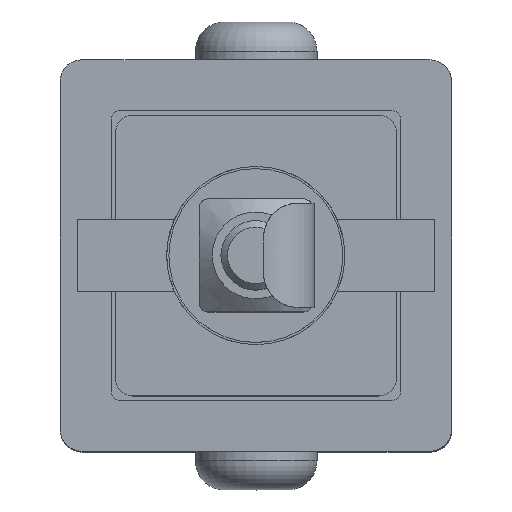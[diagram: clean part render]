
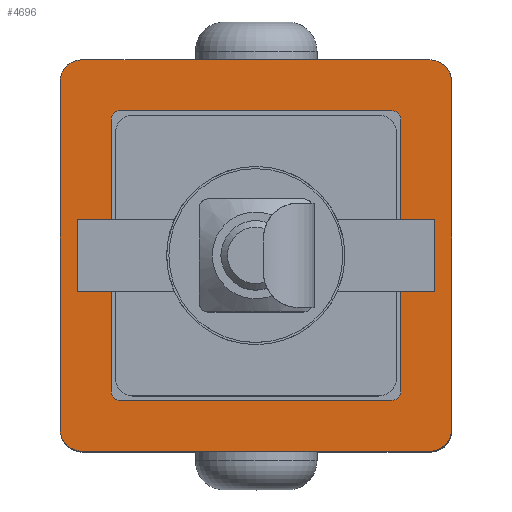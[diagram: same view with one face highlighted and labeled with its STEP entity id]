
A CAD part, top view. The second image highlights one B-rep face of the part: STEP entity #4696.
In plain terms, the highlighted face is planar.
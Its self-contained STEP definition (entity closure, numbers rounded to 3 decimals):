
#246=FACE_BOUND('',#900,.T.);
#372=PLANE('',#5328);
#597=FACE_OUTER_BOUND('',#899,.T.);
#899=EDGE_LOOP('',(#3752,#3753,#3754,#3755,#3756,#3757,#3758,#3759));
#900=EDGE_LOOP('',(#3760,#3761,#3762,#3763,#3764,#3765,#3766,#3767));
#1174=LINE('',#9032,#1468);
#1187=LINE('',#9171,#1481);
#1188=LINE('',#9175,#1482);
#1189=LINE('',#9177,#1483);
#1190=LINE('',#9180,#1484);
#1191=LINE('',#9184,#1485);
#1192=LINE('',#9188,#1486);
#1193=LINE('',#9192,#1487);
#1468=VECTOR('',#6250,10.);
#1481=VECTOR('',#6313,10.);
#1482=VECTOR('',#6318,10.);
#1483=VECTOR('',#6321,10.);
#1484=VECTOR('',#6322,10.);
#1485=VECTOR('',#6325,10.);
#1486=VECTOR('',#6328,10.);
#1487=VECTOR('',#6331,10.);
#1777=CIRCLE('',#5294,2.5);
#1778=CIRCLE('',#5297,2.5);
#1788=CIRCLE('',#5316,2.5);
#1789=CIRCLE('',#5319,2.5);
#1795=CIRCLE('',#5329,1.);
#1796=CIRCLE('',#5330,1.);
#1797=CIRCLE('',#5331,1.);
#1798=CIRCLE('',#5332,1.);
#2117=VERTEX_POINT('',#9013);
#2118=VERTEX_POINT('',#9015);
#2119=VERTEX_POINT('',#9021);
#2120=VERTEX_POINT('',#9023);
#2122=VERTEX_POINT('',#9031);
#2135=VERTEX_POINT('',#9144);
#2136=VERTEX_POINT('',#9150);
#2137=VERTEX_POINT('',#9152);
#2145=VERTEX_POINT('',#9178);
#2146=VERTEX_POINT('',#9179);
#2147=VERTEX_POINT('',#9181);
#2148=VERTEX_POINT('',#9183);
#2149=VERTEX_POINT('',#9185);
#2150=VERTEX_POINT('',#9187);
#2151=VERTEX_POINT('',#9189);
#2152=VERTEX_POINT('',#9191);
#2681=EDGE_CURVE('',#2117,#2118,#1777,.T.);
#2685=EDGE_CURVE('',#2119,#2120,#1778,.T.);
#2689=EDGE_CURVE('',#2120,#2122,#1174,.T.);
#2708=EDGE_CURVE('',#2122,#2135,#1788,.T.);
#2712=EDGE_CURVE('',#2136,#2137,#1789,.T.);
#2722=EDGE_CURVE('',#2137,#2117,#1187,.T.);
#2724=EDGE_CURVE('',#2135,#2136,#1188,.T.);
#2725=EDGE_CURVE('',#2118,#2119,#1189,.T.);
#2726=EDGE_CURVE('',#2145,#2146,#1190,.T.);
#2727=EDGE_CURVE('',#2146,#2147,#1795,.T.);
#2728=EDGE_CURVE('',#2147,#2148,#1191,.T.);
#2729=EDGE_CURVE('',#2148,#2149,#1796,.T.);
#2730=EDGE_CURVE('',#2149,#2150,#1192,.T.);
#2731=EDGE_CURVE('',#2150,#2151,#1797,.T.);
#2732=EDGE_CURVE('',#2151,#2152,#1193,.T.);
#2733=EDGE_CURVE('',#2152,#2145,#1798,.T.);
#3752=ORIENTED_EDGE('',*,*,#2681,.F.);
#3753=ORIENTED_EDGE('',*,*,#2722,.F.);
#3754=ORIENTED_EDGE('',*,*,#2712,.F.);
#3755=ORIENTED_EDGE('',*,*,#2724,.F.);
#3756=ORIENTED_EDGE('',*,*,#2708,.F.);
#3757=ORIENTED_EDGE('',*,*,#2689,.F.);
#3758=ORIENTED_EDGE('',*,*,#2685,.F.);
#3759=ORIENTED_EDGE('',*,*,#2725,.F.);
#3760=ORIENTED_EDGE('',*,*,#2726,.T.);
#3761=ORIENTED_EDGE('',*,*,#2727,.T.);
#3762=ORIENTED_EDGE('',*,*,#2728,.T.);
#3763=ORIENTED_EDGE('',*,*,#2729,.T.);
#3764=ORIENTED_EDGE('',*,*,#2730,.T.);
#3765=ORIENTED_EDGE('',*,*,#2731,.T.);
#3766=ORIENTED_EDGE('',*,*,#2732,.T.);
#3767=ORIENTED_EDGE('',*,*,#2733,.T.);
#4696=ADVANCED_FACE('',(#597,#246),#372,.F.);
#5294=AXIS2_PLACEMENT_3D('',#9016,#6231,#6232);
#5297=AXIS2_PLACEMENT_3D('',#9024,#6240,#6241);
#5316=AXIS2_PLACEMENT_3D('',#9145,#6285,#6286);
#5319=AXIS2_PLACEMENT_3D('',#9153,#6294,#6295);
#5328=AXIS2_PLACEMENT_3D('',#9176,#6319,#6320);
#5329=AXIS2_PLACEMENT_3D('',#9182,#6323,#6324);
#5330=AXIS2_PLACEMENT_3D('',#9186,#6326,#6327);
#5331=AXIS2_PLACEMENT_3D('',#9190,#6329,#6330);
#5332=AXIS2_PLACEMENT_3D('',#9193,#6332,#6333);
#6231=DIRECTION('center_axis',(0.,0.,1.));
#6232=DIRECTION('ref_axis',(-0.707,0.707,0.));
#6240=DIRECTION('center_axis',(0.,0.,1.));
#6241=DIRECTION('ref_axis',(-0.707,-0.707,0.));
#6250=DIRECTION('',(1.,0.,0.));
#6285=DIRECTION('center_axis',(0.,0.,1.));
#6286=DIRECTION('ref_axis',(0.707,-0.707,0.));
#6294=DIRECTION('center_axis',(0.,0.,1.));
#6295=DIRECTION('ref_axis',(0.707,0.707,0.));
#6313=DIRECTION('',(-1.,0.,0.));
#6318=DIRECTION('',(0.,1.,0.));
#6319=DIRECTION('center_axis',(0.,0.,1.));
#6320=DIRECTION('ref_axis',(1.,0.,0.));
#6321=DIRECTION('',(0.,-1.,0.));
#6322=DIRECTION('',(0.,-1.,0.));
#6323=DIRECTION('center_axis',(0.,0.,1.));
#6324=DIRECTION('ref_axis',(0.,-1.,0.));
#6325=DIRECTION('',(1.,0.,0.));
#6326=DIRECTION('center_axis',(0.,0.,1.));
#6327=DIRECTION('ref_axis',(1.,0.,0.));
#6328=DIRECTION('',(0.,1.,0.));
#6329=DIRECTION('center_axis',(0.,0.,1.));
#6330=DIRECTION('ref_axis',(0.,1.,0.));
#6331=DIRECTION('',(-1.,0.,0.));
#6332=DIRECTION('center_axis',(0.,0.,1.));
#6333=DIRECTION('ref_axis',(-1.,0.,0.));
#9013=CARTESIAN_POINT('',(-20.,22.5,0.));
#9015=CARTESIAN_POINT('',(-22.5,20.,0.));
#9016=CARTESIAN_POINT('Origin',(-20.,20.,0.));
#9021=CARTESIAN_POINT('',(-22.5,-20.,0.));
#9023=CARTESIAN_POINT('',(-20.,-22.5,0.));
#9024=CARTESIAN_POINT('Origin',(-20.,-20.,0.));
#9031=CARTESIAN_POINT('',(20.,-22.5,0.));
#9032=CARTESIAN_POINT('',(-22.5,-22.5,0.));
#9144=CARTESIAN_POINT('',(22.5,-20.,0.));
#9145=CARTESIAN_POINT('Origin',(20.,-20.,0.));
#9150=CARTESIAN_POINT('',(22.5,20.,0.));
#9152=CARTESIAN_POINT('',(20.,22.5,0.));
#9153=CARTESIAN_POINT('Origin',(20.,20.,0.));
#9171=CARTESIAN_POINT('',(22.5,22.5,0.));
#9175=CARTESIAN_POINT('',(22.5,-22.5,0.));
#9176=CARTESIAN_POINT('Origin',(0.,0.,0.));
#9177=CARTESIAN_POINT('',(-22.5,22.5,0.));
#9178=CARTESIAN_POINT('',(-16.65,15.65,0.));
#9179=CARTESIAN_POINT('',(-16.65,-15.65,0.));
#9180=CARTESIAN_POINT('',(-16.65,7.825,0.));
#9181=CARTESIAN_POINT('',(-15.65,-16.65,0.));
#9182=CARTESIAN_POINT('Origin',(-15.65,-15.65,0.));
#9183=CARTESIAN_POINT('',(15.65,-16.65,0.));
#9184=CARTESIAN_POINT('',(-7.825,-16.65,0.));
#9185=CARTESIAN_POINT('',(16.65,-15.65,0.));
#9186=CARTESIAN_POINT('Origin',(15.65,-15.65,0.));
#9187=CARTESIAN_POINT('',(16.65,15.65,0.));
#9188=CARTESIAN_POINT('',(16.65,-7.825,0.));
#9189=CARTESIAN_POINT('',(15.65,16.65,0.));
#9190=CARTESIAN_POINT('Origin',(15.65,15.65,0.));
#9191=CARTESIAN_POINT('',(-15.65,16.65,0.));
#9192=CARTESIAN_POINT('',(7.825,16.65,0.));
#9193=CARTESIAN_POINT('Origin',(-15.65,15.65,0.));
